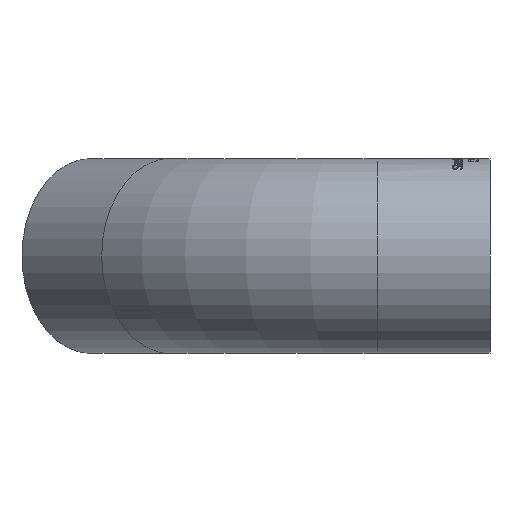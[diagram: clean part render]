
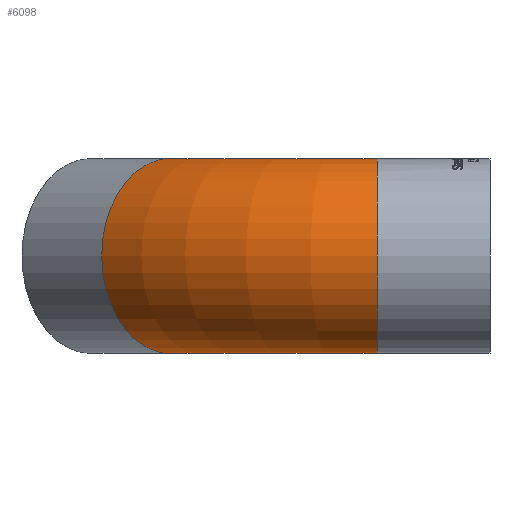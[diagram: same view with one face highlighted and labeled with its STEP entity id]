
A CAD part, left-side view. The second image highlights one B-rep face of the part: STEP entity #6098.
In plain terms, the highlighted toroidal (fillet/blend) face has major radius 95.25 mm and minor radius 31.75 mm.
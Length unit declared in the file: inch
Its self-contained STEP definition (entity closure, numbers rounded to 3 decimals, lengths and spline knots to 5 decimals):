
#14=TOROIDAL_SURFACE('',#6420,3.75,1.25);
#76=FACE_BOUND('',#1087,.T.);
#712=FACE_OUTER_BOUND('',#1086,.T.);
#1086=EDGE_LOOP('',(#5703));
#1087=EDGE_LOOP('',(#5704));
#1210=CIRCLE('',#6398,1.25);
#1217=CIRCLE('',#6417,1.25);
#2982=VERTEX_POINT('',#13680);
#2989=VERTEX_POINT('',#13706);
#3887=EDGE_CURVE('',#2982,#2982,#1210,.T.);
#3894=EDGE_CURVE('',#2989,#2989,#1217,.T.);
#5703=ORIENTED_EDGE('',*,*,#3894,.F.);
#5704=ORIENTED_EDGE('',*,*,#3887,.F.);
#6098=ADVANCED_FACE('',(#712,#76),#14,.T.);
#6398=AXIS2_PLACEMENT_3D('',#13681,#7428,#7429);
#6417=AXIS2_PLACEMENT_3D('',#13707,#7466,#7467);
#6420=AXIS2_PLACEMENT_3D('',#13710,#7472,#7473);
#7428=DIRECTION('center_axis',(0.,-1.,0.));
#7429=DIRECTION('ref_axis',(1.,0.,0.));
#7466=DIRECTION('center_axis',(0.707,0.707,0.));
#7467=DIRECTION('ref_axis',(0.707,-0.707,0.));
#7472=DIRECTION('center_axis',(0.,0.,-1.));
#7473=DIRECTION('ref_axis',(-1.,0.,0.));
#13680=CARTESIAN_POINT('',(0.,0.,-1.25));
#13681=CARTESIAN_POINT('Origin',(0.,0.,0.));
#13706=CARTESIAN_POINT('',(1.09835,2.65165,1.25));
#13707=CARTESIAN_POINT('Origin',(1.09835,2.65165,0.));
#13710=CARTESIAN_POINT('Origin',(3.75,0.,0.));
